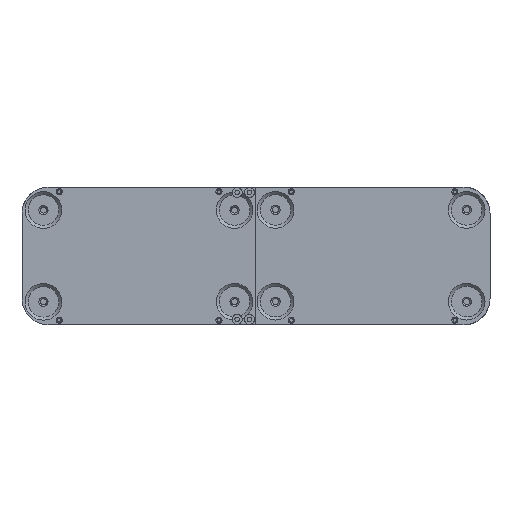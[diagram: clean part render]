
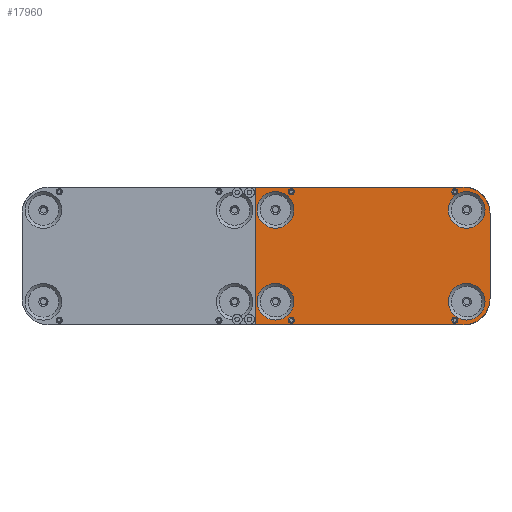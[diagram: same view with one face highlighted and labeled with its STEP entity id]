
A CAD part, front view. The second image highlights one B-rep face of the part: STEP entity #17960.
In plain terms, the highlighted planar face has unit normal (0, -1, 0).
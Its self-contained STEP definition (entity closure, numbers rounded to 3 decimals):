
#280=FACE_BOUND('',#2106,.T.);
#281=FACE_BOUND('',#2107,.T.);
#282=FACE_BOUND('',#2108,.T.);
#283=FACE_BOUND('',#2109,.T.);
#284=FACE_BOUND('',#2110,.T.);
#285=FACE_BOUND('',#2111,.T.);
#286=FACE_BOUND('',#2112,.T.);
#287=FACE_BOUND('',#2113,.T.);
#428=PLANE('',#19079);
#1056=FACE_OUTER_BOUND('',#2105,.T.);
#2105=EDGE_LOOP('',(#12259,#12260,#12261,#12262,#12263,#12264));
#2106=EDGE_LOOP('',(#12265));
#2107=EDGE_LOOP('',(#12266));
#2108=EDGE_LOOP('',(#12267));
#2109=EDGE_LOOP('',(#12268));
#2110=EDGE_LOOP('',(#12269));
#2111=EDGE_LOOP('',(#12270));
#2112=EDGE_LOOP('',(#12271));
#2113=EDGE_LOOP('',(#12272));
#3547=CIRCLE('',#19078,2.);
#3548=CIRCLE('',#19080,17.);
#3549=CIRCLE('',#19081,17.);
#3550=CIRCLE('',#19082,2.);
#3551=CIRCLE('',#19083,12.);
#3552=CIRCLE('',#19084,12.);
#3553=CIRCLE('',#19085,12.);
#3554=CIRCLE('',#19086,12.);
#3555=CIRCLE('',#19087,2.);
#3556=CIRCLE('',#19088,2.);
#4204=LINE('',#26016,#5974);
#4205=LINE('',#26018,#5975);
#4206=LINE('',#26022,#5976);
#4207=LINE('',#26025,#5977);
#5974=VECTOR('',#20791,10.);
#5975=VECTOR('',#20792,10.);
#5976=VECTOR('',#20795,10.);
#5977=VECTOR('',#20798,10.);
#7753=VERTEX_POINT('',#26010);
#7754=VERTEX_POINT('',#26014);
#7755=VERTEX_POINT('',#26015);
#7756=VERTEX_POINT('',#26017);
#7757=VERTEX_POINT('',#26019);
#7758=VERTEX_POINT('',#26021);
#7759=VERTEX_POINT('',#26023);
#7760=VERTEX_POINT('',#26026);
#7761=VERTEX_POINT('',#26028);
#7762=VERTEX_POINT('',#26030);
#7763=VERTEX_POINT('',#26032);
#7764=VERTEX_POINT('',#26034);
#7765=VERTEX_POINT('',#26036);
#7766=VERTEX_POINT('',#26038);
#9516=EDGE_CURVE('',#7753,#7753,#3547,.T.);
#9518=EDGE_CURVE('',#7754,#7755,#4204,.F.);
#9519=EDGE_CURVE('',#7755,#7756,#4205,.T.);
#9520=EDGE_CURVE('',#7756,#7757,#3548,.T.);
#9521=EDGE_CURVE('',#7757,#7758,#4206,.T.);
#9522=EDGE_CURVE('',#7758,#7759,#3549,.T.);
#9523=EDGE_CURVE('',#7759,#7754,#4207,.T.);
#9524=EDGE_CURVE('',#7760,#7760,#3550,.T.);
#9525=EDGE_CURVE('',#7761,#7761,#3551,.T.);
#9526=EDGE_CURVE('',#7762,#7762,#3552,.T.);
#9527=EDGE_CURVE('',#7763,#7763,#3553,.T.);
#9528=EDGE_CURVE('',#7764,#7764,#3554,.T.);
#9529=EDGE_CURVE('',#7765,#7765,#3555,.T.);
#9530=EDGE_CURVE('',#7766,#7766,#3556,.T.);
#12259=ORIENTED_EDGE('',*,*,#9518,.T.);
#12260=ORIENTED_EDGE('',*,*,#9519,.T.);
#12261=ORIENTED_EDGE('',*,*,#9520,.T.);
#12262=ORIENTED_EDGE('',*,*,#9521,.T.);
#12263=ORIENTED_EDGE('',*,*,#9522,.T.);
#12264=ORIENTED_EDGE('',*,*,#9523,.T.);
#12265=ORIENTED_EDGE('',*,*,#9524,.T.);
#12266=ORIENTED_EDGE('',*,*,#9525,.F.);
#12267=ORIENTED_EDGE('',*,*,#9526,.F.);
#12268=ORIENTED_EDGE('',*,*,#9527,.F.);
#12269=ORIENTED_EDGE('',*,*,#9528,.F.);
#12270=ORIENTED_EDGE('',*,*,#9529,.T.);
#12271=ORIENTED_EDGE('',*,*,#9530,.T.);
#12272=ORIENTED_EDGE('',*,*,#9516,.F.);
#17960=ADVANCED_FACE('',(#1056,#280,#281,#282,#283,#284,#285,#286,#287),
#428,.F.);
#19078=AXIS2_PLACEMENT_3D('',#26011,#20786,#20787);
#19079=AXIS2_PLACEMENT_3D('',#26013,#20789,#20790);
#19080=AXIS2_PLACEMENT_3D('',#26020,#20793,#20794);
#19081=AXIS2_PLACEMENT_3D('',#26024,#20796,#20797);
#19082=AXIS2_PLACEMENT_3D('',#26027,#20799,#20800);
#19083=AXIS2_PLACEMENT_3D('',#26029,#20801,#20802);
#19084=AXIS2_PLACEMENT_3D('',#26031,#20803,#20804);
#19085=AXIS2_PLACEMENT_3D('',#26033,#20805,#20806);
#19086=AXIS2_PLACEMENT_3D('',#26035,#20807,#20808);
#19087=AXIS2_PLACEMENT_3D('',#26037,#20809,#20810);
#19088=AXIS2_PLACEMENT_3D('',#26039,#20811,#20812);
#20786=DIRECTION('center_axis',(0.,-1.,0.));
#20787=DIRECTION('ref_axis',(0.,0.,-1.));
#20789=DIRECTION('center_axis',(0.,1.,0.));
#20790=DIRECTION('ref_axis',(0.,0.,1.));
#20791=DIRECTION('',(0.,0.,1.));
#20792=DIRECTION('',(1.,0.,0.));
#20793=DIRECTION('center_axis',(0.,-1.,0.));
#20794=DIRECTION('ref_axis',(0.707,0.,-0.707));
#20795=DIRECTION('',(0.,0.,1.));
#20796=DIRECTION('center_axis',(0.,-1.,0.));
#20797=DIRECTION('ref_axis',(0.707,0.,0.707));
#20798=DIRECTION('',(-1.,0.,0.));
#20799=DIRECTION('center_axis',(0.,1.,0.));
#20800=DIRECTION('ref_axis',(0.,0.,-1.));
#20801=DIRECTION('center_axis',(0.,-1.,0.));
#20802=DIRECTION('ref_axis',(0.,0.,1.));
#20803=DIRECTION('center_axis',(0.,-1.,0.));
#20804=DIRECTION('ref_axis',(0.,0.,1.));
#20805=DIRECTION('center_axis',(0.,-1.,0.));
#20806=DIRECTION('ref_axis',(0.,0.,1.));
#20807=DIRECTION('center_axis',(0.,-1.,0.));
#20808=DIRECTION('ref_axis',(0.,0.,1.));
#20809=DIRECTION('center_axis',(0.,1.,0.));
#20810=DIRECTION('ref_axis',(0.,0.,-1.));
#20811=DIRECTION('center_axis',(0.,1.,0.));
#20812=DIRECTION('ref_axis',(0.,0.,-1.));
#26010=CARTESIAN_POINT('',(60.076,-129.,-165.023));
#26011=CARTESIAN_POINT('Origin',(60.076,-129.,-167.023));
#26013=CARTESIAN_POINT('Origin',(37.,-129.,-140.));
#26014=CARTESIAN_POINT('',(36.8,-129.,-80.));
#26015=CARTESIAN_POINT('',(36.8,-129.,-170.));
#26016=CARTESIAN_POINT('',(36.8,-129.,-110.));
#26017=CARTESIAN_POINT('',(173.,-129.,-170.));
#26018=CARTESIAN_POINT('',(37.,-129.,-170.));
#26019=CARTESIAN_POINT('',(190.,-129.,-153.));
#26020=CARTESIAN_POINT('Origin',(173.,-129.,-153.));
#26021=CARTESIAN_POINT('',(190.,-129.,-97.));
#26022=CARTESIAN_POINT('',(190.,-129.,-140.));
#26023=CARTESIAN_POINT('',(173.,-129.,-80.));
#26024=CARTESIAN_POINT('Origin',(173.,-129.,-97.));
#26025=CARTESIAN_POINT('',(37.,-129.,-80.));
#26026=CARTESIAN_POINT('',(167.076,-129.,-165.023));
#26027=CARTESIAN_POINT('Origin',(167.076,-129.,-167.023));
#26028=CARTESIAN_POINT('',(174.751,-129.,-166.847));
#26029=CARTESIAN_POINT('Origin',(174.751,-129.,-154.847));
#26030=CARTESIAN_POINT('',(49.751,-129.,-166.847));
#26031=CARTESIAN_POINT('Origin',(49.751,-129.,-154.847));
#26032=CARTESIAN_POINT('',(49.751,-129.,-106.847));
#26033=CARTESIAN_POINT('Origin',(49.751,-129.,-94.847));
#26034=CARTESIAN_POINT('',(174.751,-129.,-106.847));
#26035=CARTESIAN_POINT('Origin',(174.751,-129.,-94.847));
#26036=CARTESIAN_POINT('',(167.076,-129.,-81.023));
#26037=CARTESIAN_POINT('Origin',(167.076,-129.,-83.023));
#26038=CARTESIAN_POINT('',(60.076,-129.,-81.023));
#26039=CARTESIAN_POINT('Origin',(60.076,-129.,-83.023));
